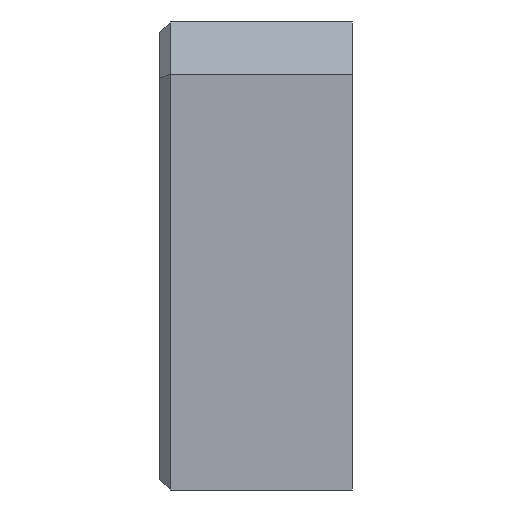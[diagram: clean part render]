
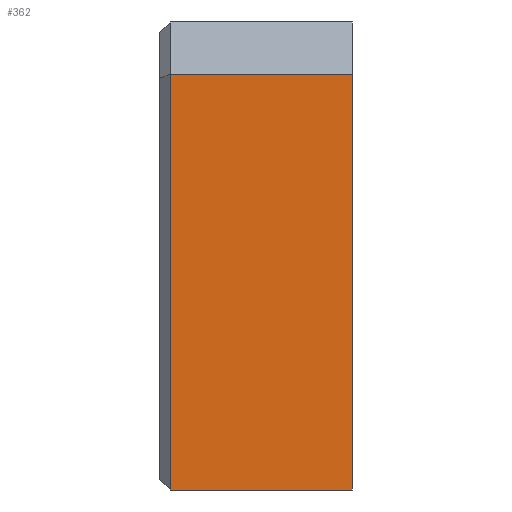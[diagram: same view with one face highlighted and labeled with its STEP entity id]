
A CAD part, left-side view. The second image highlights one B-rep face of the part: STEP entity #362.
In plain terms, the highlighted planar face has unit normal (-1, 0, 0).
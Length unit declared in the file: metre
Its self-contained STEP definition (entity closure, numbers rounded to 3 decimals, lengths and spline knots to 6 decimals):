
#362 = ADVANCED_FACE( '', ( #788 ), #789, .F. );
#788 = FACE_OUTER_BOUND( '', #1235, .T. );
#789 = PLANE( '', #1236 );
#1235 = EDGE_LOOP( '', ( #2268, #2269, #2270, #2271 ) );
#1236 = AXIS2_PLACEMENT_3D( '', #2272, #2273, #2274 );
#2268 = ORIENTED_EDGE( '', *, *, #2927, .T. );
#2269 = ORIENTED_EDGE( '', *, *, #2983, .T. );
#2270 = ORIENTED_EDGE( '', *, *, #2677, .T. );
#2271 = ORIENTED_EDGE( '', *, *, #2719, .T. );
#2272 = CARTESIAN_POINT( '', ( -0.021673, -0.071347, -0.082539 ) );
#2273 = DIRECTION( '', ( 1., 0., 0. ) );
#2274 = DIRECTION( '', ( 0., 0., -1. ) );
#2677 = EDGE_CURVE( '', #3242, #3248, #3250, .T. );
#2719 = EDGE_CURVE( '', #3248, #3316, #3318, .T. );
#2927 = EDGE_CURVE( '', #3316, #3320, #3635, .T. );
#2983 = EDGE_CURVE( '', #3320, #3242, #3703, .T. );
#3242 = VERTEX_POINT( '', #4046 );
#3248 = VERTEX_POINT( '', #4055 );
#3250 = LINE( '', #4058, #4059 );
#3316 = VERTEX_POINT( '', #4158 );
#3318 = LINE( '', #4161, #4162 );
#3320 = VERTEX_POINT( '', #4164 );
#3635 = LINE( '', #4614, #4615 );
#3703 = LINE( '', #4719, #4720 );
#4046 = CARTESIAN_POINT( '', ( -0.021673, -0.070347, -0.105039 ) );
#4055 = CARTESIAN_POINT( '', ( -0.021673, -0.087847, -0.105039 ) );
#4058 = CARTESIAN_POINT( '', ( -0.021673, -0.071347, -0.105039 ) );
#4059 = VECTOR( '', #4923, 1. );
#4158 = CARTESIAN_POINT( '', ( -0.021673, -0.087847, -0.065039 ) );
#4161 = CARTESIAN_POINT( '', ( -0.021673, -0.087847, -0.082539 ) );
#4162 = VECTOR( '', #4961, 1. );
#4164 = CARTESIAN_POINT( '', ( -0.021673, -0.070347, -0.065039 ) );
#4614 = CARTESIAN_POINT( '', ( -0.021673, -0.071347, -0.065039 ) );
#4615 = VECTOR( '', #5145, 1. );
#4719 = CARTESIAN_POINT( '', ( -0.021673, -0.070347, -0.082539 ) );
#4720 = VECTOR( '', #5188, 1. );
#4923 = DIRECTION( '', ( 0., -1., 0. ) );
#4961 = DIRECTION( '', ( 0., 0., 1. ) );
#5145 = DIRECTION( '', ( 0., 1., 0. ) );
#5188 = DIRECTION( '', ( 0., 0., -1. ) );
